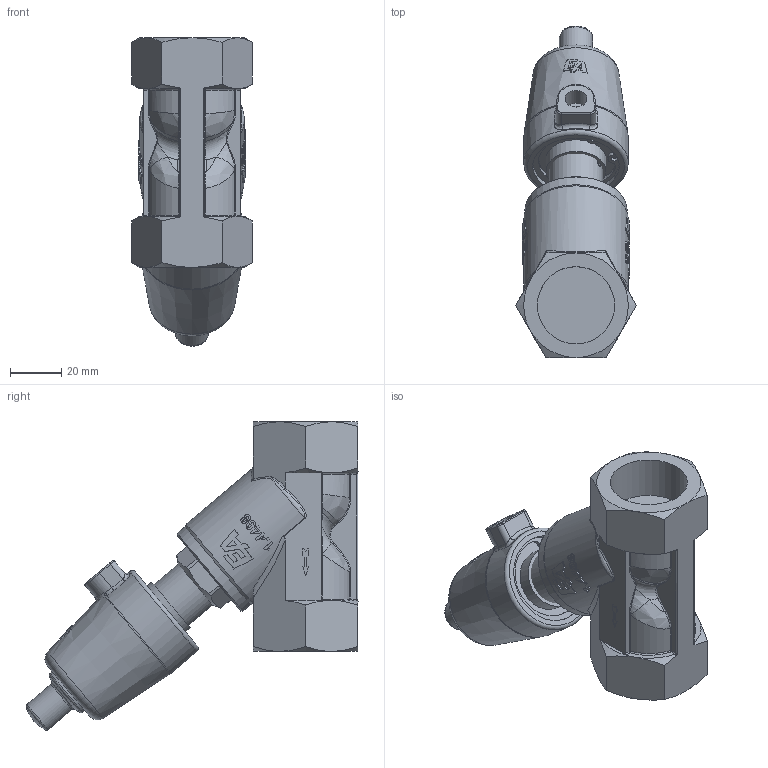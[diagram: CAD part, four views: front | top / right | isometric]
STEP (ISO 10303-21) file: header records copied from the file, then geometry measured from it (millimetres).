
FILE_DESCRIPTION(/* description */ ('DG2D3120025/OS'),/* implementation_level */ '2;1');
FILE_NAME(/* name */ 'DG2D3120025_OS.stp',/* time_stamp */ '2020-11-10T09:35:26+01:00',/* author */ ('hois'),/* organization */ (''),/* preprocessor_version */ 'ST-DEVELOPER v18',/* originating_system */ 'Autodesk Inventor 2020',/* authorisation */ '');
FILE_SCHEMA (('AUTOMOTIVE_DESIGN { 1 0 10303 214 3 1 1 }'));
Length unit declared in the file: millimetre
Products named in the file (7): DG2D3120025/OS; GGS0025.19.0013-K-GM; ETG0025.09.0182; DER0340.05.0013; SZY0320.11.0032; DIN0472-32x1,5; VST1415.06.0053
Assembly tree (6 placements, depth 2):
  DG2D3120025/OS
    GGS0025.19.0013-K-GM
    ETG0025.09.0182
    DER0340.05.0013
    SZY0320.11.0032
    DIN0472-32x1,5
    VST1415.06.0053
Bounding box: 47.34 x 130.18 x 120.94 mm (x, y, z)
Volume: 169694.5 mm3; surface area: 49552.8 mm2
Topology: 6 solids, 6 shells, 582 faces, 1547 edges, 1015 vertices
Faces by surface type: plane 250, bspline 144, cylinder 116, cone 42, torus 21, sphere 9
Full cylindrical faces by diameter (mm): 1.5 x1, 2.5 x4, 8.566 x1, 8.7 x1, 9 x1, 12 x2, 12.376 x1, 13 x1, 14 x1, 19.5 x1, 20 x1, 21 x2, 23.5 x1, 30.291 x3, 30.3 x1, 32 x1, 33 x1, 33.25 x1, 33.3 x1, 33.6 x1, 34 x3, 36 x1, 38.3 x1, 40 x1, 41 x2
Entity records: 31990 total; most frequent: CARTESIAN_POINT 18017, ORIENTED_EDGE 3076, DIRECTION 2575, EDGE_CURVE 1538, VERTEX_POINT 1015, AXIS2_PLACEMENT_3D 1001, EDGE_LOOP 645, FACE_OUTER_BOUND 582
